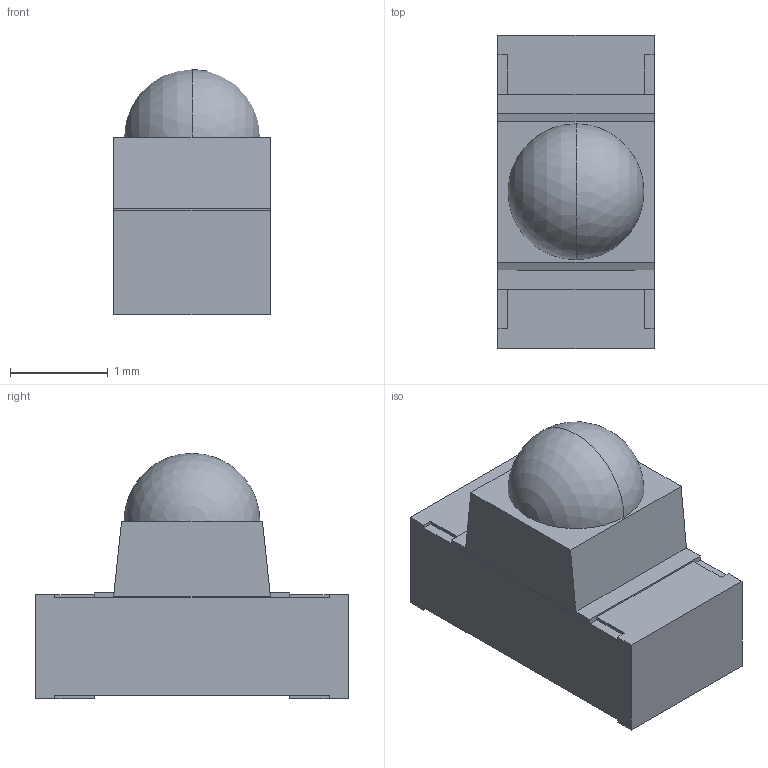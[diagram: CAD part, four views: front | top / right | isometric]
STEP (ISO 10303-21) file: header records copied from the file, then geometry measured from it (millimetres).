
FILE_DESCRIPTION (( 'STEP AP214' ), '1' );
FILE_NAME ('LED3010 Hor - SFH 3015 FA.STEP', '2022-09-05T14:13:00', ( 'Elessar' ), ( '' ), 'SwSTEP 2.0', 'SolidWorks 2018', '' );
FILE_SCHEMA (( 'AUTOMOTIVE_DESIGN' ));
Length unit declared in the file: millimetre
Products named in the file (1): LED3010 Hor - SFH 3015 FA
Bounding box: 1.6 x 3.21 x 2.51 mm (x, y, z)
Volume: 7.9 mm3; surface area: 26.6 mm2
Topology: 1 solids, 1 shells, 73 faces, 198 edges, 127 vertices
Faces by surface type: plane 69, sphere 2, cylinder 2
Entity records: 2573 total; most frequent: CARTESIAN_POINT 393, ORIENTED_EDGE 388, DIRECTION 358, EDGE_CURVE 194, VECTOR 178, LINE 178, VERTEX_POINT 125, AXIS2_PLACEMENT_3D 90
